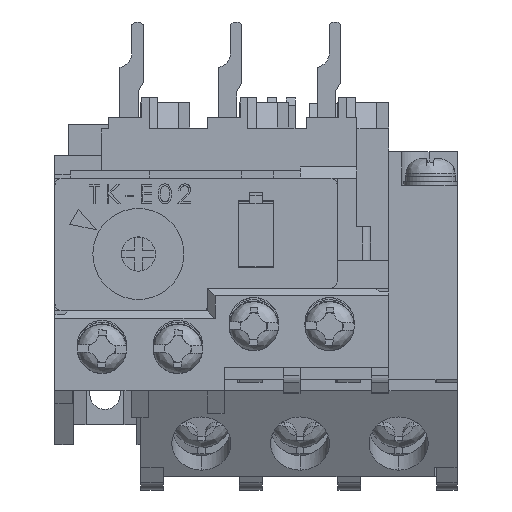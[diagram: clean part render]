
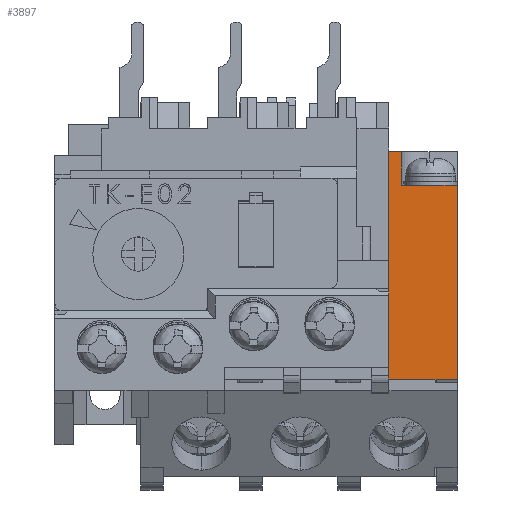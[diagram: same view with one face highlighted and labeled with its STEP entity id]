
A CAD part, top view. The second image highlights one B-rep face of the part: STEP entity #3897.
In plain terms, the highlighted planar face has unit normal (0, 0, 1).
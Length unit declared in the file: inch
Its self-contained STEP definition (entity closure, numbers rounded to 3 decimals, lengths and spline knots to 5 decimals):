
#1163 = VECTOR ( 'NONE', #16331, 39.37008 ) ;
#1476 = CARTESIAN_POINT ( 'NONE',  ( 1.04331, -1.29921, 2.1811 ) ) ;
#2611 = VERTEX_POINT ( 'NONE', #72846 ) ;
#2792 = ORIENTED_EDGE ( 'NONE', *, *, #60289, .F. ) ;
#3897 = ADVANCED_FACE ( 'NONE', ( #34174 ), #34579, .F. ) ;
#4677 = VERTEX_POINT ( 'NONE', #64054 ) ;
#4743 = VECTOR ( 'NONE', #30630, 39.37008 ) ;
#6846 = CARTESIAN_POINT ( 'NONE',  ( 0.68898, -0.11811, 2.1811 ) ) ;
#7557 = EDGE_CURVE ( 'NONE', #30716, #72705, #14302, .T. ) ;
#14098 = DIRECTION ( 'NONE',  ( -1., 0., 0. ) ) ;
#14302 = LINE ( 'NONE', #38823, #27772 ) ;
#16331 = DIRECTION ( 'NONE',  ( 0., 1., 0. ) ) ;
#20089 = LINE ( 'NONE', #53105, #4743 ) ;
#22129 = CARTESIAN_POINT ( 'NONE',  ( 0.68898, 0., 2.1811 ) ) ;
#24218 = CARTESIAN_POINT ( 'NONE',  ( 0.75591, -0.11811, 2.1811 ) ) ;
#24349 = VECTOR ( 'NONE', #66992, 39.37008 ) ;
#25478 = LINE ( 'NONE', #24218, #53807 ) ;
#27772 = VECTOR ( 'NONE', #55909, 39.37008 ) ;
#29181 = CARTESIAN_POINT ( 'NONE',  ( 0.68898, -0.11811, 2.1811 ) ) ;
#29244 = EDGE_CURVE ( 'NONE', #72705, #2611, #66852, .T. ) ;
#29987 = DIRECTION ( 'NONE',  ( 0., -1., 0. ) ) ;
#30630 = DIRECTION ( 'NONE',  ( 1., 0., 0. ) ) ;
#30716 = VERTEX_POINT ( 'NONE', #44057 ) ;
#34174 = FACE_OUTER_BOUND ( 'NONE', #55789, .T. ) ;
#34579 = PLANE ( 'NONE',  #61769 ) ;
#34813 = DIRECTION ( 'NONE',  ( 0., 1., 0. ) ) ;
#34971 = ORIENTED_EDGE ( 'NONE', *, *, #29244, .F. ) ;
#36484 = VERTEX_POINT ( 'NONE', #6846 ) ;
#36512 = ORIENTED_EDGE ( 'NONE', *, *, #57757, .F. ) ;
#36817 = VECTOR ( 'NONE', #14098, 39.37008 ) ;
#37614 = LINE ( 'NONE', #61355, #24349 ) ;
#38823 = CARTESIAN_POINT ( 'NONE',  ( 1.04331, -1.27811, 2.1811 ) ) ;
#42501 = CARTESIAN_POINT ( 'NONE',  ( -1.04331, -1.29921, 2.1811 ) ) ;
#44057 = CARTESIAN_POINT ( 'NONE',  ( 1.04331, -0.29134, 2.1811 ) ) ;
#44480 = ORIENTED_EDGE ( 'NONE', *, *, #50891, .F. ) ;
#45877 = EDGE_CURVE ( 'NONE', #73032, #4677, #25478, .T. ) ;
#46720 = LINE ( 'NONE', #22129, #1163 ) ;
#50891 = EDGE_CURVE ( 'NONE', #2611, #36484, #46720, .T. ) ;
#53105 = CARTESIAN_POINT ( 'NONE',  ( 0.68898, -0.29134, 2.1811 ) ) ;
#53807 = VECTOR ( 'NONE', #29987, 39.37008 ) ;
#54778 = ORIENTED_EDGE ( 'NONE', *, *, #45877, .F. ) ;
#55789 = EDGE_LOOP ( 'NONE', ( #54778, #36512, #44480, #34971, #64549, #2792 ) ) ;
#55909 = DIRECTION ( 'NONE',  ( 0., -1., 0. ) ) ;
#57757 = EDGE_CURVE ( 'NONE', #36484, #73032, #37614, .T. ) ;
#60289 = EDGE_CURVE ( 'NONE', #4677, #30716, #20089, .T. ) ;
#61355 = CARTESIAN_POINT ( 'NONE',  ( 0.68898, -0.11811, 2.1811 ) ) ;
#61769 = AXIS2_PLACEMENT_3D ( 'NONE', #29181, #68652, #34813 ) ;
#61925 = CARTESIAN_POINT ( 'NONE',  ( 0.75591, -0.11811, 2.1811 ) ) ;
#64054 = CARTESIAN_POINT ( 'NONE',  ( 0.75591, -0.29134, 2.1811 ) ) ;
#64549 = ORIENTED_EDGE ( 'NONE', *, *, #7557, .F. ) ;
#66852 = LINE ( 'NONE', #42501, #36817 ) ;
#66992 = DIRECTION ( 'NONE',  ( 1., 0., 0. ) ) ;
#68652 = DIRECTION ( 'NONE',  ( 0., 0., -1. ) ) ;
#72705 = VERTEX_POINT ( 'NONE', #1476 ) ;
#72846 = CARTESIAN_POINT ( 'NONE',  ( 0.68898, -1.29921, 2.1811 ) ) ;
#73032 = VERTEX_POINT ( 'NONE', #61925 ) ;
